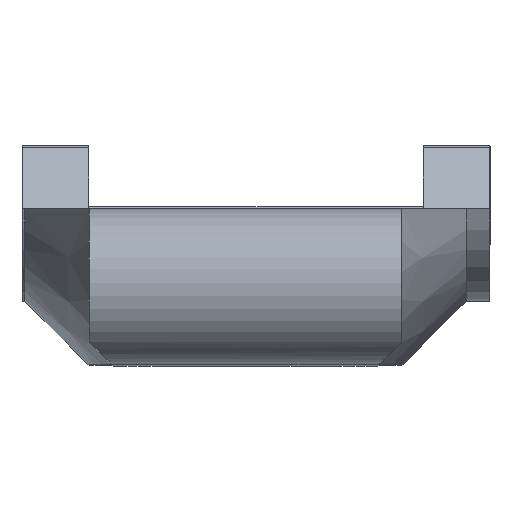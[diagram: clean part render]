
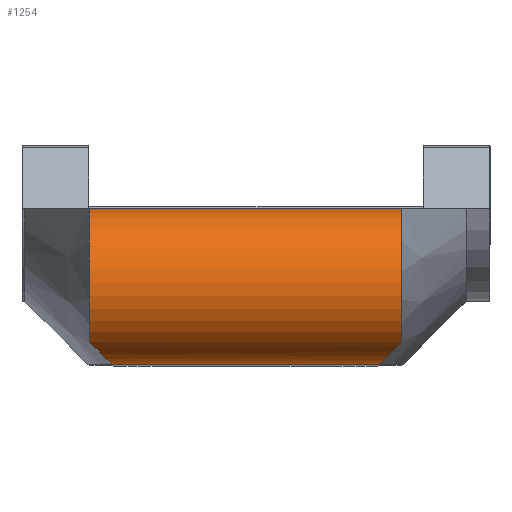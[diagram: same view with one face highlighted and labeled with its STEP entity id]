
A CAD part, top view. The second image highlights one B-rep face of the part: STEP entity #1254.
In plain terms, the highlighted cylindrical face has radius 3.5 mm (diameter 7 mm), a partial arc.
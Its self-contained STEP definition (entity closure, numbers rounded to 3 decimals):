
#19=ELLIPSE('',#1381,4.95,3.5);
#20=ELLIPSE('',#1388,4.95,3.5);
#118=FACE_OUTER_BOUND('',#187,.T.);
#187=EDGE_LOOP('',(#1002,#1003,#1004,#1005,#1006,#1007));
#292=LINE('',#2072,#396);
#293=LINE('',#2077,#397);
#396=VECTOR('',#1682,10.);
#397=VECTOR('',#1687,10.);
#476=CIRCLE('',#1384,3.5);
#478=CIRCLE('',#1387,3.5);
#575=VERTEX_POINT('',#2052);
#576=VERTEX_POINT('',#2053);
#580=VERTEX_POINT('',#2065);
#582=VERTEX_POINT('',#2071);
#583=VERTEX_POINT('',#2073);
#584=VERTEX_POINT('',#2075);
#737=EDGE_CURVE('',#575,#576,#19,.T.);
#743=EDGE_CURVE('',#580,#576,#476,.T.);
#745=EDGE_CURVE('',#580,#582,#292,.T.);
#746=EDGE_CURVE('',#583,#582,#478,.T.);
#747=EDGE_CURVE('',#583,#584,#20,.T.);
#748=EDGE_CURVE('',#575,#584,#293,.T.);
#1002=ORIENTED_EDGE('',*,*,#737,.T.);
#1003=ORIENTED_EDGE('',*,*,#743,.F.);
#1004=ORIENTED_EDGE('',*,*,#745,.T.);
#1005=ORIENTED_EDGE('',*,*,#746,.F.);
#1006=ORIENTED_EDGE('',*,*,#747,.T.);
#1007=ORIENTED_EDGE('',*,*,#748,.F.);
#1209=CYLINDRICAL_SURFACE('',#1386,3.5);
#1254=ADVANCED_FACE('',(#118),#1209,.T.);
#1381=AXIS2_PLACEMENT_3D('',#2054,#1667,#1668);
#1384=AXIS2_PLACEMENT_3D('',#2067,#1676,#1677);
#1386=AXIS2_PLACEMENT_3D('',#2070,#1680,#1681);
#1387=AXIS2_PLACEMENT_3D('',#2074,#1683,#1684);
#1388=AXIS2_PLACEMENT_3D('',#2076,#1685,#1686);
#1667=DIRECTION('center_axis',(-0.707,0.707,0.));
#1668=DIRECTION('ref_axis',(-0.707,-0.707,0.));
#1676=DIRECTION('center_axis',(1.,0.,0.));
#1677=DIRECTION('ref_axis',(0.,-1.,0.));
#1680=DIRECTION('center_axis',(1.,0.,0.));
#1681=DIRECTION('ref_axis',(0.,-1.,0.));
#1682=DIRECTION('',(-1.,0.,0.));
#1683=DIRECTION('center_axis',(-1.,0.,0.));
#1684=DIRECTION('ref_axis',(0.,-1.,0.));
#1685=DIRECTION('center_axis',(0.707,0.707,0.));
#1686=DIRECTION('ref_axis',(0.707,-0.707,0.));
#1687=DIRECTION('',(-1.,0.,0.));
#2052=CARTESIAN_POINT('',(-11.575,-17.327,11.5));
#2053=CARTESIAN_POINT('',(-10.575,-16.327,13.949));
#2054=CARTESIAN_POINT('Origin',(-8.075,-13.827,11.5));
#2065=CARTESIAN_POINT('',(-10.575,-10.327,11.5));
#2067=CARTESIAN_POINT('Origin',(-10.575,-13.827,11.5));
#2070=CARTESIAN_POINT('Origin',(-10.575,-13.827,11.5));
#2071=CARTESIAN_POINT('',(-24.575,-10.327,11.5));
#2072=CARTESIAN_POINT('',(-10.575,-10.327,11.5));
#2073=CARTESIAN_POINT('',(-24.575,-16.327,13.949));
#2074=CARTESIAN_POINT('Origin',(-24.575,-13.827,11.5));
#2075=CARTESIAN_POINT('',(-23.575,-17.327,11.5));
#2076=CARTESIAN_POINT('Origin',(-27.075,-13.827,11.5));
#2077=CARTESIAN_POINT('',(-10.575,-17.327,11.5));
